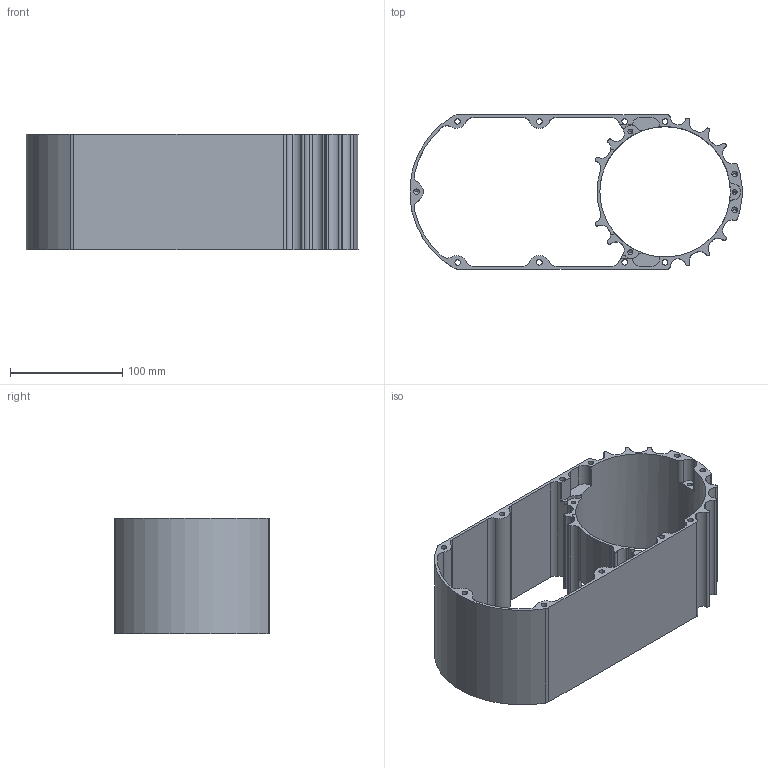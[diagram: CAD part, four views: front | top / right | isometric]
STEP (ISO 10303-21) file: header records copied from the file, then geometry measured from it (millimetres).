
FILE_DESCRIPTION (( 'STEP AP203' ), '1' );
FILE_NAME ('Casing_cover.STEP', '2021-03-23T09:32:58', ( '' ), ( '' ), 'SwSTEP 2.0', 'SolidWorks 2016', '' );
FILE_SCHEMA (( 'CONFIG_CONTROL_DESIGN' ));
Length unit declared in the file: millimetre
Products named in the file (1): Casing_cover
Bounding box: 295.31 x 137.29 x 102.8 mm (x, y, z)
Volume: 437726.5 mm3; surface area: 206716.6 mm2
Topology: 1 solids, 1 shells, 213 faces, 621 edges, 399 vertices
Faces by surface type: cylinder 162, plane 33, cone 18
Entity records: 7200 total; most frequent: DIRECTION 1369, CARTESIAN_POINT 1216, ORIENTED_EDGE 1206, EDGE_CURVE 603, AXIS2_PLACEMENT_3D 552, VERTEX_POINT 399, CIRCLE 338, LINE 265
